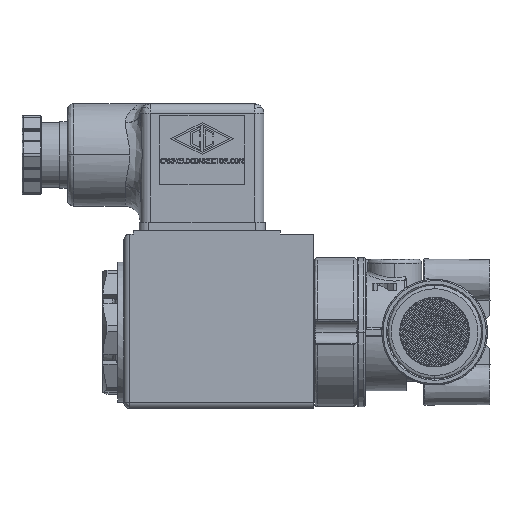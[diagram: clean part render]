
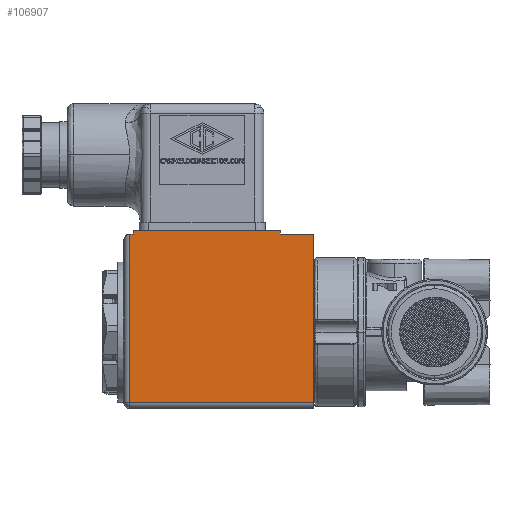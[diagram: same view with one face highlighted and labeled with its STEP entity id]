
A CAD part, left-side view. The second image highlights one B-rep face of the part: STEP entity #106907.
In plain terms, the highlighted planar face has unit normal (-1, 0, 0).
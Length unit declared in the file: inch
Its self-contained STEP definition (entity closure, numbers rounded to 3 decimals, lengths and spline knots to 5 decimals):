
#2440 = ORIENTED_EDGE ( 'NONE', *, *, #130821, .T. ) ;
#17795 = ORIENTED_EDGE ( 'NONE', *, *, #80739, .F. ) ;
#20195 = AXIS2_PLACEMENT_3D ( 'NONE', #169767, #29773, #92129 ) ;
#24525 = ORIENTED_EDGE ( 'NONE', *, *, #42720, .F. ) ;
#29773 = DIRECTION ( 'NONE',  ( -1., 0., 0. ) ) ;
#35381 = CARTESIAN_POINT ( 'NONE',  ( -0.581, 0.9995, 0.812 ) ) ;
#37006 = VERTEX_POINT ( 'NONE', #150404 ) ;
#37681 = CARTESIAN_POINT ( 'NONE',  ( -0.581, 2.4975, 0.8405 ) ) ;
#37840 = CARTESIAN_POINT ( 'NONE',  ( -0.581, 2.5245, -0.582 ) ) ;
#38103 = CARTESIAN_POINT ( 'NONE',  ( -0.581, 0.9995, 0.8405 ) ) ;
#38233 = CARTESIAN_POINT ( 'NONE',  ( -0.581, 1.2785, 0.812 ) ) ;
#40252 = DIRECTION ( 'NONE',  ( 0., -1., 0. ) ) ;
#42720 = EDGE_CURVE ( 'NONE', #164256, #157263, #190781, .T. ) ;
#42735 = VECTOR ( 'NONE', #129418, 39.37008 ) ;
#45123 = FACE_OUTER_BOUND ( 'NONE', #167209, .T. ) ;
#53295 = CARTESIAN_POINT ( 'NONE',  ( -0.581, 1.2785, 0.8405 ) ) ;
#53490 = LINE ( 'NONE', #38103, #156819 ) ;
#55260 = EDGE_CURVE ( 'NONE', #157263, #155112, #201889, .T. ) ;
#55867 = VECTOR ( 'NONE', #157816, 39.37008 ) ;
#58240 = VECTOR ( 'NONE', #71569, 39.37008 ) ;
#62621 = VERTEX_POINT ( 'NONE', #37681 ) ;
#63823 = CARTESIAN_POINT ( 'NONE',  ( -0.581, 2.4975, 0.812 ) ) ;
#63963 = EDGE_CURVE ( 'NONE', #149296, #135941, #99630, .T. ) ;
#70494 = DIRECTION ( 'NONE',  ( 0., 0., -1. ) ) ;
#71569 = DIRECTION ( 'NONE',  ( 0., 1., 0. ) ) ;
#73602 = CARTESIAN_POINT ( 'NONE',  ( -0.581, 0.9995, 0.812 ) ) ;
#74545 = LINE ( 'NONE', #134853, #125277 ) ;
#76267 = VECTOR ( 'NONE', #153883, 39.37008 ) ;
#77874 = VERTEX_POINT ( 'NONE', #176358 ) ;
#80739 = EDGE_CURVE ( 'NONE', #77874, #62621, #173155, .T. ) ;
#83299 = ORIENTED_EDGE ( 'NONE', *, *, #91200, .T. ) ;
#86899 = LINE ( 'NONE', #73602, #58240 ) ;
#91200 = EDGE_CURVE ( 'NONE', #37006, #155112, #74545, .T. ) ;
#92129 = DIRECTION ( 'NONE',  ( 0., 0., 1. ) ) ;
#99630 = LINE ( 'NONE', #38233, #152483 ) ;
#100306 = ORIENTED_EDGE ( 'NONE', *, *, #134780, .T. ) ;
#100480 = DIRECTION ( 'NONE',  ( 0., 1., 0. ) ) ;
#101593 = CARTESIAN_POINT ( 'NONE',  ( -0.581, 1.787, 0.812 ) ) ;
#103327 = VECTOR ( 'NONE', #40252, 39.37008 ) ;
#106907 = ADVANCED_FACE ( 'NONE', ( #45123 ), #107456, .T. ) ;
#107456 = PLANE ( 'NONE',  #20195 ) ;
#113071 = CARTESIAN_POINT ( 'NONE',  ( -0.581, 0.9995, -0.632 ) ) ;
#124400 = EDGE_CURVE ( 'NONE', #37006, #77874, #182285, .T. ) ;
#125277 = VECTOR ( 'NONE', #70494, 39.37008 ) ;
#129418 = DIRECTION ( 'NONE',  ( 0., 0., -1. ) ) ;
#130821 = EDGE_CURVE ( 'NONE', #164256, #135941, #86899, .T. ) ;
#134780 = EDGE_CURVE ( 'NONE', #149296, #62621, #53490, .T. ) ;
#134853 = CARTESIAN_POINT ( 'NONE',  ( -0.581, 2.5245, -0.632 ) ) ;
#135653 = ORIENTED_EDGE ( 'NONE', *, *, #55260, .F. ) ;
#135941 = VERTEX_POINT ( 'NONE', #163543 ) ;
#136157 = CARTESIAN_POINT ( 'NONE',  ( -0.581, 0.9995, -0.582 ) ) ;
#149296 = VERTEX_POINT ( 'NONE', #53295 ) ;
#150315 = ORIENTED_EDGE ( 'NONE', *, *, #63963, .F. ) ;
#150404 = CARTESIAN_POINT ( 'NONE',  ( -0.581, 2.5245, 0.812 ) ) ;
#152483 = VECTOR ( 'NONE', #178253, 39.37008 ) ;
#153883 = DIRECTION ( 'NONE',  ( 0., 1., 0. ) ) ;
#155112 = VERTEX_POINT ( 'NONE', #37840 ) ;
#156819 = VECTOR ( 'NONE', #100480, 39.37008 ) ;
#157263 = VERTEX_POINT ( 'NONE', #136157 ) ;
#157816 = DIRECTION ( 'NONE',  ( 0., 0., 1. ) ) ;
#163543 = CARTESIAN_POINT ( 'NONE',  ( -0.581, 1.2785, 0.812 ) ) ;
#164256 = VERTEX_POINT ( 'NONE', #35381 ) ;
#167209 = EDGE_LOOP ( 'NONE', ( #191557, #83299, #135653, #24525, #2440, #150315, #100306, #17795 ) ) ;
#169223 = CARTESIAN_POINT ( 'NONE',  ( -0.581, 1.39325, -0.582 ) ) ;
#169767 = CARTESIAN_POINT ( 'NONE',  ( -0.581, 0.9995, -0.632 ) ) ;
#173155 = LINE ( 'NONE', #63823, #55867 ) ;
#176358 = CARTESIAN_POINT ( 'NONE',  ( -0.581, 2.4975, 0.812 ) ) ;
#178253 = DIRECTION ( 'NONE',  ( 0., 0., -1. ) ) ;
#182285 = LINE ( 'NONE', #101593, #103327 ) ;
#190781 = LINE ( 'NONE', #113071, #42735 ) ;
#191557 = ORIENTED_EDGE ( 'NONE', *, *, #124400, .F. ) ;
#201889 = LINE ( 'NONE', #169223, #76267 ) ;
